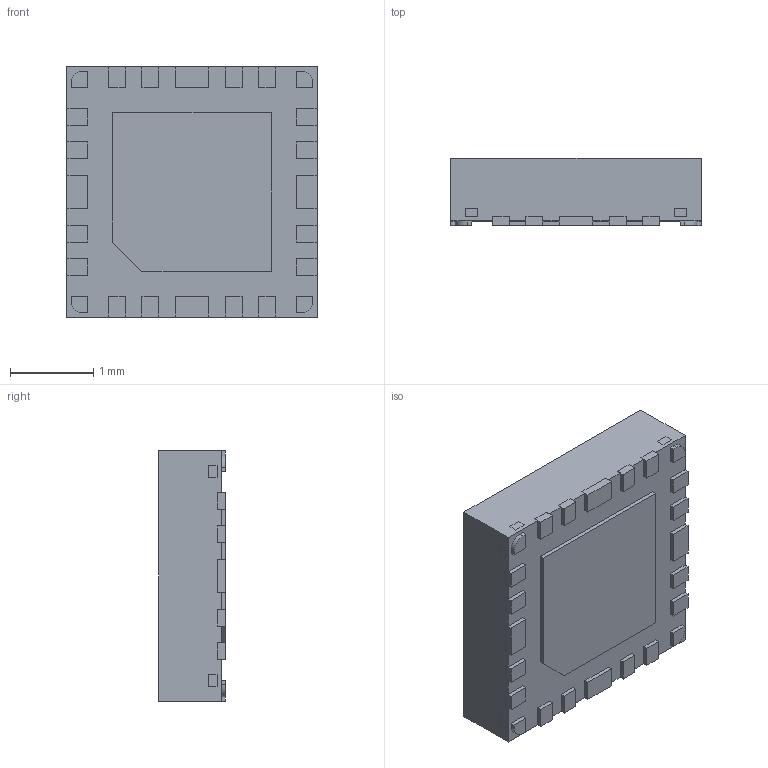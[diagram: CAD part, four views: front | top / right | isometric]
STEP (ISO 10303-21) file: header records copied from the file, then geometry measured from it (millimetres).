
FILE_DESCRIPTION (( 'STEP AP214' ), '1' );
FILE_NAME ('DP83825IRMQR.STEP', '2021-04-11T17:00:49', ( '' ), ( '' ), 'SwSTEP 2.0', 'SolidWorks 2017', '' );
FILE_SCHEMA (( 'AUTOMOTIVE_DESIGN' ));
Length unit declared in the file: millimetre
Products named in the file (1): DP83825IRMQR
Bounding box: 3 x 0.8 x 3 mm (x, y, z)
Volume: 7 mm3; surface area: 42.6 mm2
Topology: 27 solids, 27 shells, 334 faces, 830 edges, 548 vertices
Faces by surface type: plane 322, cylinder 12
Entity records: 10026 total; most frequent: CARTESIAN_POINT 1713, ORIENTED_EDGE 1660, DIRECTION 1540, EDGE_CURVE 830, VECTOR 790, LINE 790, VERTEX_POINT 548, AXIS2_PLACEMENT_3D 375
